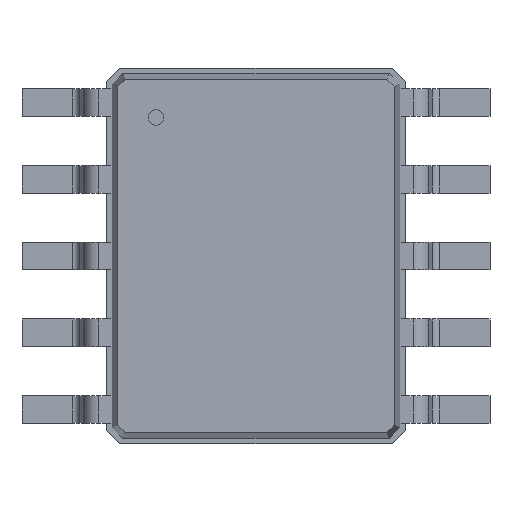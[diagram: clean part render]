
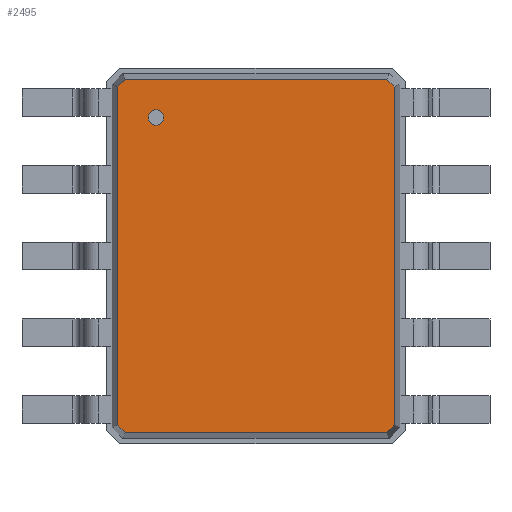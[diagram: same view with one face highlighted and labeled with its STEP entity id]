
A CAD part, top view. The second image highlights one B-rep face of the part: STEP entity #2495.
In plain terms, the highlighted planar face has unit normal (0, 0, 1).
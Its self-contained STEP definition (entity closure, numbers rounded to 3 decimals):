
#13=DIRECTION('',(0.,0.,1.));
#27=VECTOR('',#28,1.);
#28=DIRECTION('',(1.,0.,0.));
#51=VECTOR('',#52,1.);
#52=DIRECTION('',(0.707,-0.707,0.));
#58=VECTOR('',#59,1.);
#59=DIRECTION('',(0.,-1.,0.));
#65=VECTOR('',#66,1.);
#66=DIRECTION('',(-0.707,-0.707,0.));
#72=VECTOR('',#73,1.);
#73=DIRECTION('',(-1.,0.,0.));
#79=VECTOR('',#80,1.);
#80=DIRECTION('',(-0.707,0.707,0.));
#86=VECTOR('',#87,1.);
#87=DIRECTION('',(0.,1.,0.));
#91=VECTOR('',#92,1.);
#92=DIRECTION('',(0.707,0.707,0.));
#895=VERTEX_POINT('',#896);
#896=CARTESIAN_POINT('',(-1.804,2.202,1.1));
#898=ORIENTED_EDGE('',*,*,#899,.F.);
#899=EDGE_CURVE('',#900,#895,#902,.T.);
#900=VERTEX_POINT('',#901);
#901=CARTESIAN_POINT('',(-1.804,-2.202,1.1));
#902=LINE('',#901,#86);
#913=VERTEX_POINT('',#914);
#914=CARTESIAN_POINT('',(-1.702,2.304,1.1));
#916=ORIENTED_EDGE('',*,*,#917,.F.);
#917=EDGE_CURVE('',#895,#913,#918,.T.);
#918=LINE('',#896,#91);
#927=VERTEX_POINT('',#928);
#928=CARTESIAN_POINT('',(1.702,2.304,1.1));
#930=ORIENTED_EDGE('',*,*,#931,.F.);
#931=EDGE_CURVE('',#913,#927,#932,.T.);
#932=LINE('',#914,#27);
#941=VERTEX_POINT('',#942);
#942=CARTESIAN_POINT('',(1.804,2.202,1.1));
#944=ORIENTED_EDGE('',*,*,#945,.F.);
#945=EDGE_CURVE('',#927,#941,#946,.T.);
#946=LINE('',#928,#51);
#995=VERTEX_POINT('',#996);
#996=CARTESIAN_POINT('',(1.804,-2.202,1.1));
#998=ORIENTED_EDGE('',*,*,#999,.F.);
#999=EDGE_CURVE('',#941,#995,#1000,.T.);
#1000=LINE('',#942,#58);
#2495=ADVANCED_FACE('',(#2496,#2511),#2521,.T.);
#2496=FACE_BOUND('',#2497,.T.);
#2497=EDGE_LOOP('',(#930,#916,#898,#2498,#2503,#2508,#998,#944));
#2498=ORIENTED_EDGE('',*,*,#2499,.F.);
#2499=EDGE_CURVE('',#2500,#900,#2502,.T.);
#2500=VERTEX_POINT('',#2501);
#2501=CARTESIAN_POINT('',(-1.702,-2.304,1.1));
#2502=LINE('',#2501,#79);
#2503=ORIENTED_EDGE('',*,*,#2504,.F.);
#2504=EDGE_CURVE('',#2505,#2500,#2507,.T.);
#2505=VERTEX_POINT('',#2506);
#2506=CARTESIAN_POINT('',(1.702,-2.304,1.1));
#2507=LINE('',#2506,#72);
#2508=ORIENTED_EDGE('',*,*,#2509,.F.);
#2509=EDGE_CURVE('',#995,#2505,#2510,.T.);
#2510=LINE('',#996,#65);
#2511=FACE_BOUND('',#2512,.T.);
#2512=EDGE_LOOP('',(#2513));
#2513=ORIENTED_EDGE('',*,*,#2514,.T.);
#2514=EDGE_CURVE('',#2515,#2515,#2517,.T.);
#2515=VERTEX_POINT('',#2516);
#2516=CARTESIAN_POINT('',(-1.304,1.704,1.1));
#2517=CIRCLE('',#2518,0.1);
#2518=AXIS2_PLACEMENT_3D('',#2519,#2520,#59);
#2519=CARTESIAN_POINT('',(-1.304,1.804,1.1));
#2520=DIRECTION('',(0.,-0.,-1.));
#2521=PLANE('',#2522);
#2522=AXIS2_PLACEMENT_3D('',#914,#13,#2523);
#2523=DIRECTION('',(0.594,-0.804,0.));
